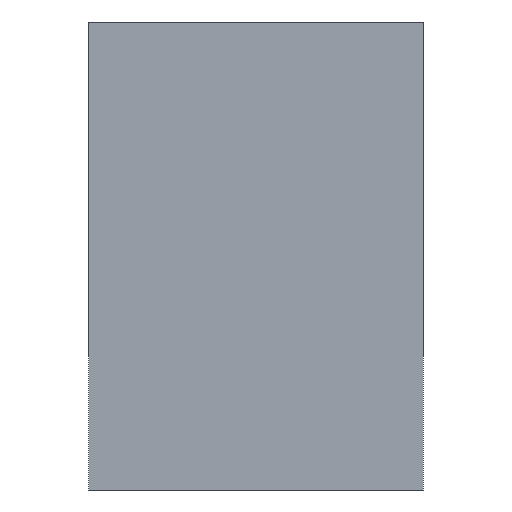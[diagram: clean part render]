
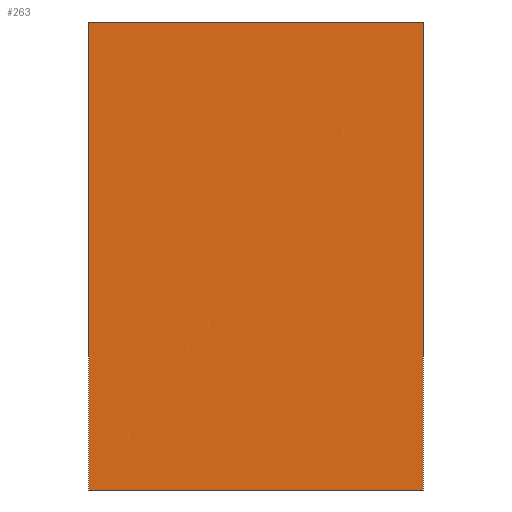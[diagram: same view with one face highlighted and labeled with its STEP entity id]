
A CAD part, front view. The second image highlights one B-rep face of the part: STEP entity #263.
In plain terms, the highlighted planar face has unit normal (0, -1, 0).
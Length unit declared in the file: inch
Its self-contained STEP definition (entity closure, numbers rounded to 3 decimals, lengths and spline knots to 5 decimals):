
#24=PLANE('',#298);
#41=FACE_OUTER_BOUND('',#56,.T.);
#56=EDGE_LOOP('',(#238,#239,#240,#241));
#74=LINE('',#417,#102);
#80=LINE('',#430,#108);
#85=LINE('',#440,#113);
#86=LINE('',#442,#114);
#102=VECTOR('',#341,0.3937);
#108=VECTOR('',#353,0.3937);
#113=VECTOR('',#364,0.3937);
#114=VECTOR('',#367,0.3937);
#138=VERTEX_POINT('',#414);
#139=VERTEX_POINT('',#416);
#143=VERTEX_POINT('',#428);
#145=VERTEX_POINT('',#438);
#166=EDGE_CURVE('',#139,#138,#74,.T.);
#173=EDGE_CURVE('',#143,#138,#80,.T.);
#178=EDGE_CURVE('',#145,#143,#85,.T.);
#179=EDGE_CURVE('',#139,#145,#86,.T.);
#238=ORIENTED_EDGE('',*,*,#179,.F.);
#239=ORIENTED_EDGE('',*,*,#166,.T.);
#240=ORIENTED_EDGE('',*,*,#173,.F.);
#241=ORIENTED_EDGE('',*,*,#178,.F.);
#263=ADVANCED_FACE('',(#41),#24,.T.);
#298=AXIS2_PLACEMENT_3D('',#441,#365,#366);
#341=DIRECTION('',(0.,0.,1.));
#353=DIRECTION('',(1.,0.,0.));
#364=DIRECTION('',(0.,0.,1.));
#365=DIRECTION('center_axis',(0.,-1.,0.));
#366=DIRECTION('ref_axis',(1.,0.,0.));
#367=DIRECTION('',(-1.,0.,0.));
#414=CARTESIAN_POINT('',(0.5,-0.142,0.7));
#416=CARTESIAN_POINT('',(0.5,-0.142,0.));
#417=CARTESIAN_POINT('',(0.5,-0.142,0.));
#428=CARTESIAN_POINT('',(0.,-0.142,0.7));
#430=CARTESIAN_POINT('',(0.5,-0.142,0.7));
#438=CARTESIAN_POINT('',(0.,-0.142,0.));
#440=CARTESIAN_POINT('',(0.,-0.142,0.));
#441=CARTESIAN_POINT('Origin',(0.,-0.142,0.));
#442=CARTESIAN_POINT('',(0.5,-0.142,0.));
